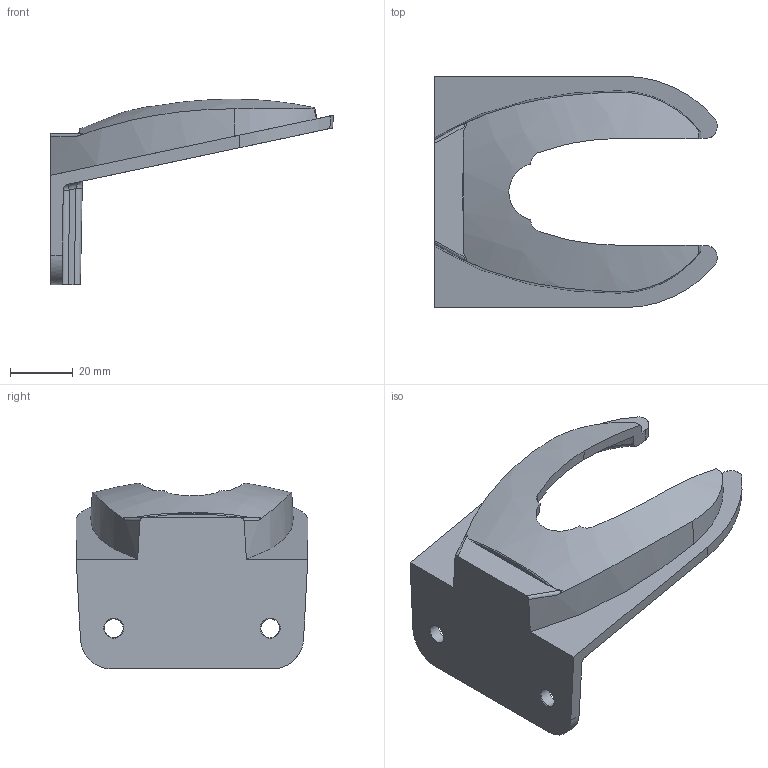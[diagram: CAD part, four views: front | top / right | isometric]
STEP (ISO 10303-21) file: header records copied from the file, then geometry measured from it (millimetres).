
FILE_DESCRIPTION (( 'STEP AP203' ), '1' );
FILE_NAME ('Holder for HD5-M-0002.STEP', '2020-05-28T08:31:46', ( '' ), ( '' ), 'SwSTEP 2.0', 'SolidWorks 2016', '' );
FILE_SCHEMA (( 'CONFIG_CONTROL_DESIGN' ));
Length unit declared in the file: millimetre
Products named in the file (1): Holder for HD5-M-0002
Bounding box: 90.36 x 74 x 59.36 mm (x, y, z)
Volume: 40487.5 mm3; surface area: 19588.5 mm2
Topology: 1 solids, 1 shells, 83 faces, 221 edges, 140 vertices
Faces by surface type: bspline 51, plane 15, cylinder 10, cone 5, sphere 2
Full cylindrical faces by diameter (mm): 6 x2
Entity records: 8002 total; most frequent: CARTESIAN_POINT 6348, ORIENTED_EDGE 434, EDGE_CURVE 217, DIRECTION 161, VERTEX_POINT 140, B_SPLINE_CURVE_WITH_KNOTS 131, EDGE_LOOP 91, FACE_OUTER_BOUND 85
